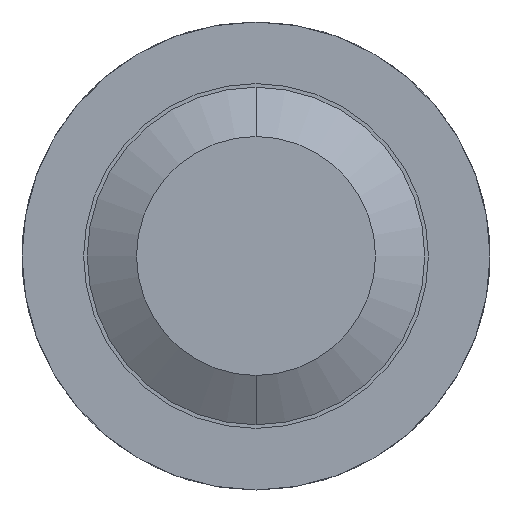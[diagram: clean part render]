
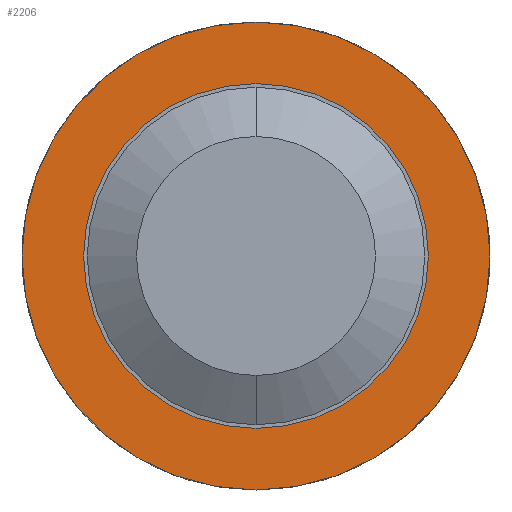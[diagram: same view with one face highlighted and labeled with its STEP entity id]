
A CAD part, front view. The second image highlights one B-rep face of the part: STEP entity #2206.
In plain terms, the highlighted planar face has unit normal (0, -1, 0).
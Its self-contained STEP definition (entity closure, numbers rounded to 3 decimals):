
#17 = DIRECTION ( 'NONE',  ( 0., 1., 0. ) ) ;
#76 = EDGE_CURVE ( 'Defeature ausgef�hrt3_16+Defeature ausgef�hrt3_17+Defeature ausgef�hrt3_17+Defeature ausgef�hrt3_17', #3028, #3753, #331, .T. ) ;
#331 = CIRCLE ( 'NONE', #1732, 0.95 ) ;
#343 = PLANE ( 'NONE',  #4265 ) ;
#475 = DIRECTION ( 'NONE',  ( 0., 1., 0. ) ) ;
#576 = VERTEX_POINT ( 'NONE', #3056 ) ;
#685 = CARTESIAN_POINT ( 'NONE',  ( 0.95, -2.5, 0. ) ) ;
#830 = CARTESIAN_POINT ( 'NONE',  ( 0., -2.5, -0.685 ) ) ;
#945 = AXIS2_PLACEMENT_3D ( 'NONE', #2391, #17, #3716 ) ;
#998 = AXIS2_PLACEMENT_3D ( 'NONE', #3129, #475, #2087 ) ;
#1104 = ORIENTED_EDGE ( 'NONE', *, *, #3406, .T. ) ;
#1163 = EDGE_CURVE ( 'Defeature ausgef�hrt3_16+Defeature ausgef�hrt3_17+Defeature ausgef�hrt3_17+Defeature ausgef�hrt3_17', #3753, #3028, #2734, .T. ) ;
#1277 = DIRECTION ( 'NONE',  ( 0., 0., 1. ) ) ;
#1342 = EDGE_CURVE ( 'Defeature ausgef�hrt3_17+Defeature ausgef�hrt3_11+Defeature ausgef�hrt3_11+Defeature ausgef�hrt3_11', #3971, #576, #2164, .T. ) ;
#1500 = EDGE_LOOP ( 'NONE', ( #2264, #2918 ) ) ;
#1732 = AXIS2_PLACEMENT_3D ( 'NONE', #2993, #3342, #2025 ) ;
#1977 = CARTESIAN_POINT ( 'NONE',  ( 0., -2.5, -0.95 ) ) ;
#1986 = EDGE_LOOP ( 'NONE', ( #1104, #2542 ) ) ;
#2025 = DIRECTION ( 'NONE',  ( 0., 0., 1. ) ) ;
#2087 = DIRECTION ( 'NONE',  ( 0., 0., 1. ) ) ;
#2164 = CIRCLE ( 'NONE', #998, 0.685 ) ;
#2206 = ADVANCED_FACE ( 'Defeature ausgef�hrt3_17', ( #3970, #4239 ), #343, .F. ) ;
#2264 = ORIENTED_EDGE ( 'NONE', *, *, #1163, .F. ) ;
#2321 = DIRECTION ( 'NONE',  ( 0., 0., 1. ) ) ;
#2391 = CARTESIAN_POINT ( 'NONE',  ( 0., -2.5, 0. ) ) ;
#2542 = ORIENTED_EDGE ( 'NONE', *, *, #1342, .T. ) ;
#2614 = CIRCLE ( 'NONE', #3559, 0.685 ) ;
#2648 = DIRECTION ( 'NONE',  ( 0., 1., 0. ) ) ;
#2734 = CIRCLE ( 'NONE', #945, 0.95 ) ;
#2775 = CARTESIAN_POINT ( 'NONE',  ( 0., -2.5, 0.95 ) ) ;
#2913 = CARTESIAN_POINT ( 'NONE',  ( 0., -2.5, 0. ) ) ;
#2918 = ORIENTED_EDGE ( 'NONE', *, *, #76, .F. ) ;
#2943 = DIRECTION ( 'NONE',  ( 0., 1., 0. ) ) ;
#2993 = CARTESIAN_POINT ( 'NONE',  ( 0., -2.5, 0. ) ) ;
#3028 = VERTEX_POINT ( 'NONE', #1977 ) ;
#3056 = CARTESIAN_POINT ( 'NONE',  ( 0., -2.5, 0.685 ) ) ;
#3129 = CARTESIAN_POINT ( 'NONE',  ( 0., -2.5, 0. ) ) ;
#3342 = DIRECTION ( 'NONE',  ( 0., 1., 0. ) ) ;
#3406 = EDGE_CURVE ( 'Defeature ausgef�hrt3_17+Defeature ausgef�hrt3_11+Defeature ausgef�hrt3_11+Defeature ausgef�hrt3_11', #576, #3971, #2614, .T. ) ;
#3559 = AXIS2_PLACEMENT_3D ( 'NONE', #2913, #2943, #1277 ) ;
#3716 = DIRECTION ( 'NONE',  ( 0., 0., 1. ) ) ;
#3753 = VERTEX_POINT ( 'NONE', #2775 ) ;
#3970 = FACE_OUTER_BOUND ( 'NONE', #1500, .T. ) ;
#3971 = VERTEX_POINT ( 'NONE', #830 ) ;
#4239 = FACE_BOUND ( 'NONE', #1986, .T. ) ;
#4265 = AXIS2_PLACEMENT_3D ( 'NONE', #685, #2648, #2321 ) ;
